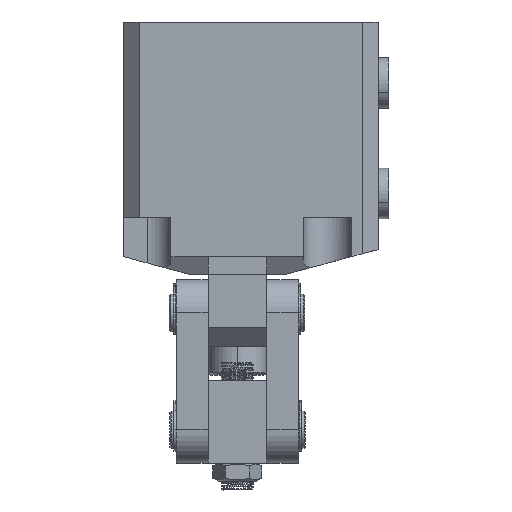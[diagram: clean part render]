
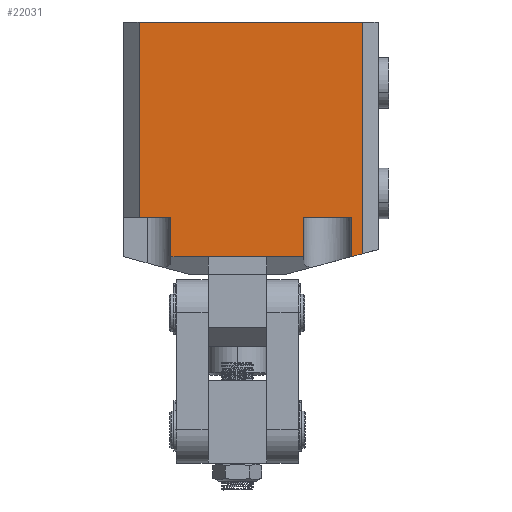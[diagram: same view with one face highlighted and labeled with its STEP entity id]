
A CAD part, front view. The second image highlights one B-rep face of the part: STEP entity #22031.
In plain terms, the highlighted planar face has unit normal (0, -1, 0).
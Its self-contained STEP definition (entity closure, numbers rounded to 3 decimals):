
#1 = DIRECTION ( 'NONE',  ( 0., 1., 0. ) ) ;
#67 = VECTOR ( 'NONE', #15387, 1000. ) ;
#77 = PLANE ( 'NONE',  #18083 ) ;
#279 = VERTEX_POINT ( 'NONE', #34114 ) ;
#578 = CARTESIAN_POINT ( 'NONE',  ( 47., -43., -40.801 ) ) ;
#1328 = LINE ( 'NONE', #49152, #12714 ) ;
#1366 = EDGE_CURVE ( 'NONE', #17567, #29455, #30271, .T. ) ;
#2692 = VERTEX_POINT ( 'NONE', #45961 ) ;
#2972 = ORIENTED_EDGE ( 'NONE', *, *, #11082, .F. ) ;
#4329 = DIRECTION ( 'NONE',  ( 0., 0., 1. ) ) ;
#4353 = FACE_OUTER_BOUND ( 'NONE', #41945, .T. ) ;
#4672 = ORIENTED_EDGE ( 'NONE', *, *, #33799, .F. ) ;
#7105 = ORIENTED_EDGE ( 'NONE', *, *, #55341, .F. ) ;
#8428 = ORIENTED_EDGE ( 'NONE', *, *, #12281, .F. ) ;
#10857 = VECTOR ( 'NONE', #14111, 1000. ) ;
#11082 = EDGE_CURVE ( 'NONE', #2692, #279, #41174, .T. ) ;
#12158 = DIRECTION ( 'NONE',  ( -1., 0., 0. ) ) ;
#12281 = EDGE_CURVE ( 'NONE', #29455, #2692, #33033, .T. ) ;
#12450 = EDGE_CURVE ( 'NONE', #49782, #39799, #25644, .T. ) ;
#12714 = VECTOR ( 'NONE', #14709, 1000. ) ;
#12858 = VERTEX_POINT ( 'NONE', #54084 ) ;
#13191 = CARTESIAN_POINT ( 'NONE',  ( 47., -43., -40.801 ) ) ;
#14111 = DIRECTION ( 'NONE',  ( 0., 0., 1. ) ) ;
#14709 = DIRECTION ( 'NONE',  ( -1., 0., 0. ) ) ;
#15387 = DIRECTION ( 'NONE',  ( 0., 0., 1. ) ) ;
#15820 = CARTESIAN_POINT ( 'NONE',  ( -37., -43., -40.801 ) ) ;
#15939 = CARTESIAN_POINT ( 'NONE',  ( -25., -43., -40.801 ) ) ;
#16065 = LINE ( 'NONE', #13191, #49845 ) ;
#16857 = CARTESIAN_POINT ( 'NONE',  ( -25., -43., -40.801 ) ) ;
#17567 = VERTEX_POINT ( 'NONE', #26877 ) ;
#18083 = AXIS2_PLACEMENT_3D ( 'NONE', #578, #1, #20509 ) ;
#18209 = VECTOR ( 'NONE', #46376, 1000. ) ;
#20441 = DIRECTION ( 'NONE',  ( 0., 0., 1. ) ) ;
#20509 = DIRECTION ( 'NONE',  ( 0., 0., 1. ) ) ;
#20673 = ORIENTED_EDGE ( 'NONE', *, *, #12450, .F. ) ;
#20734 = CARTESIAN_POINT ( 'NONE',  ( -37., -43., -26. ) ) ;
#22031 = ADVANCED_FACE ( 'NONE', ( #4353 ), #77, .F. ) ;
#24312 = VECTOR ( 'NONE', #33839, 1000. ) ;
#24429 = EDGE_CURVE ( 'NONE', #37656, #45092, #16065, .T. ) ;
#25190 = LINE ( 'NONE', #42940, #27895 ) ;
#25644 = LINE ( 'NONE', #48709, #24312 ) ;
#26091 = ORIENTED_EDGE ( 'NONE', *, *, #37232, .T. ) ;
#26423 = CARTESIAN_POINT ( 'NONE',  ( 43., -43., -40.801 ) ) ;
#26877 = CARTESIAN_POINT ( 'NONE',  ( -25., -43., -26. ) ) ;
#27895 = VECTOR ( 'NONE', #4329, 1000. ) ;
#29156 = ORIENTED_EDGE ( 'NONE', *, *, #24429, .F. ) ;
#29455 = VERTEX_POINT ( 'NONE', #20734 ) ;
#30271 = LINE ( 'NONE', #43346, #54105 ) ;
#33033 = LINE ( 'NONE', #15820, #67 ) ;
#33799 = EDGE_CURVE ( 'NONE', #39799, #12858, #36544, .T. ) ;
#33839 = DIRECTION ( 'NONE',  ( -0.966, 0., -0.259 ) ) ;
#34114 = CARTESIAN_POINT ( 'NONE',  ( 47., -43., 47.5 ) ) ;
#34177 = DIRECTION ( 'NONE',  ( 0., 0., -1. ) ) ;
#36544 = LINE ( 'NONE', #40020, #10857 ) ;
#37232 = EDGE_CURVE ( 'NONE', #49782, #279, #25190, .T. ) ;
#37656 = VERTEX_POINT ( 'NONE', #42476 ) ;
#39303 = ORIENTED_EDGE ( 'NONE', *, *, #43938, .F. ) ;
#39315 = CARTESIAN_POINT ( 'NONE',  ( 25., -43., -26. ) ) ;
#39799 = VERTEX_POINT ( 'NONE', #26423 ) ;
#40020 = CARTESIAN_POINT ( 'NONE',  ( 43., -43., -40.801 ) ) ;
#40642 = ORIENTED_EDGE ( 'NONE', *, *, #1366, .F. ) ;
#41174 = LINE ( 'NONE', #54977, #18209 ) ;
#41945 = EDGE_LOOP ( 'NONE', ( #39303, #29156, #51758, #7105, #4672, #20673, #26091, #2972, #8428, #40642 ) ) ;
#42476 = CARTESIAN_POINT ( 'NONE',  ( 25., -43., -40.801 ) ) ;
#42940 = CARTESIAN_POINT ( 'NONE',  ( 47., -43., -40.253 ) ) ;
#43346 = CARTESIAN_POINT ( 'NONE',  ( 47., -43., -26. ) ) ;
#43938 = EDGE_CURVE ( 'NONE', #45092, #17567, #46171, .T. ) ;
#44132 = DIRECTION ( 'NONE',  ( -1., 0., 0. ) ) ;
#44763 = CARTESIAN_POINT ( 'NONE',  ( 47., -43., -39.729 ) ) ;
#44853 = VECTOR ( 'NONE', #20441, 1000. ) ;
#45092 = VERTEX_POINT ( 'NONE', #16857 ) ;
#45961 = CARTESIAN_POINT ( 'NONE',  ( -37., -43., 47.5 ) ) ;
#46171 = LINE ( 'NONE', #15939, #44853 ) ;
#46376 = DIRECTION ( 'NONE',  ( 1., 0., 0. ) ) ;
#46392 = LINE ( 'NONE', #55337, #47725 ) ;
#47725 = VECTOR ( 'NONE', #34177, 1000. ) ;
#47790 = VERTEX_POINT ( 'NONE', #39315 ) ;
#48709 = CARTESIAN_POINT ( 'NONE',  ( 47., -43., -39.729 ) ) ;
#49152 = CARTESIAN_POINT ( 'NONE',  ( 47., -43., -26. ) ) ;
#49782 = VERTEX_POINT ( 'NONE', #44763 ) ;
#49845 = VECTOR ( 'NONE', #12158, 1000. ) ;
#51758 = ORIENTED_EDGE ( 'NONE', *, *, #54843, .F. ) ;
#54084 = CARTESIAN_POINT ( 'NONE',  ( 43., -43., -26. ) ) ;
#54105 = VECTOR ( 'NONE', #44132, 1000. ) ;
#54843 = EDGE_CURVE ( 'NONE', #47790, #37656, #46392, .T. ) ;
#54977 = CARTESIAN_POINT ( 'NONE',  ( -43., -43., 47.5 ) ) ;
#55337 = CARTESIAN_POINT ( 'NONE',  ( 25., -43., -40.801 ) ) ;
#55341 = EDGE_CURVE ( 'NONE', #12858, #47790, #1328, .T. ) ;
